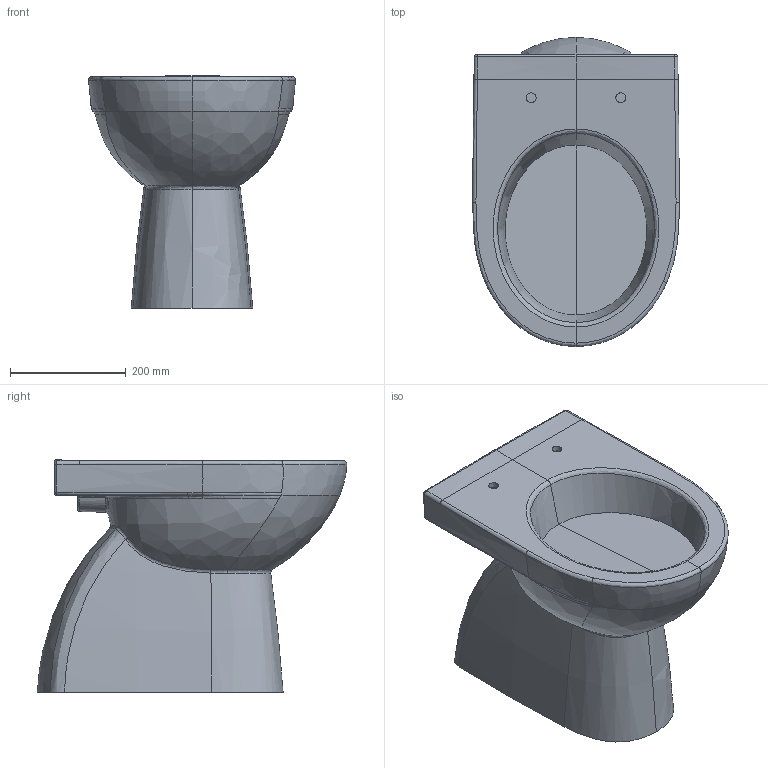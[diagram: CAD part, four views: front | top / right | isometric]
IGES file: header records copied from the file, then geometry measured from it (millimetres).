
Global section: file name: 500811; native system: Autodesk Inventor 2018; preprocessor: unknown; author: JANAN; date: 20200928.084307; units: millimetre
Bounding box: 357.8 x 535 x 401.72 mm (x, y, z)
Volume: 30189246.8 mm3; surface area: 816406.7 mm2
Topology: 1 solids, 1 shells, 105 faces, 234 edges, 133 vertices
Faces by surface type: bspline 105
